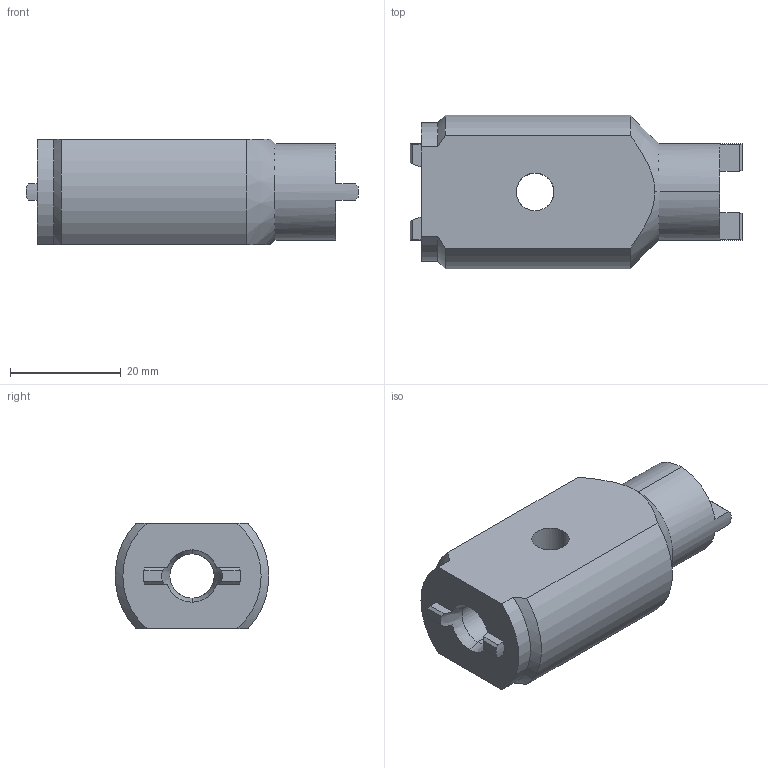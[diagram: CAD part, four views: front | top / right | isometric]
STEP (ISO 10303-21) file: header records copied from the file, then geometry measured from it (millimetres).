
FILE_DESCRIPTION (( 'STEP AP203' ), '1' );
FILE_NAME ('PS6-ER1.028.060_B.STEP', '2017-07-18T07:11:36', ( 'SwiAdmin' ), ( '' ), 'SwSTEP 2.0', 'SolidWorks 2017', '' );
FILE_SCHEMA (( 'CONFIG_CONTROL_DESIGN' ));
Length unit declared in the file: millimetre
Products named in the file (1): PS6-ER1.028.060_B
Bounding box: 60 x 27.7 x 19 mm (x, y, z)
Volume: 19615.4 mm3; surface area: 6388.9 mm2
Topology: 1 solids, 1 shells, 204 faces, 562 edges, 372 vertices
Faces by surface type: plane 107, bspline 77, cylinder 14, cone 6
Entity records: 10327 total; most frequent: CARTESIAN_POINT 5616, ORIENTED_EDGE 1124, DIRECTION 670, EDGE_CURVE 562, VERTEX_POINT 372, LINE 338, VECTOR 338, EDGE_LOOP 222
